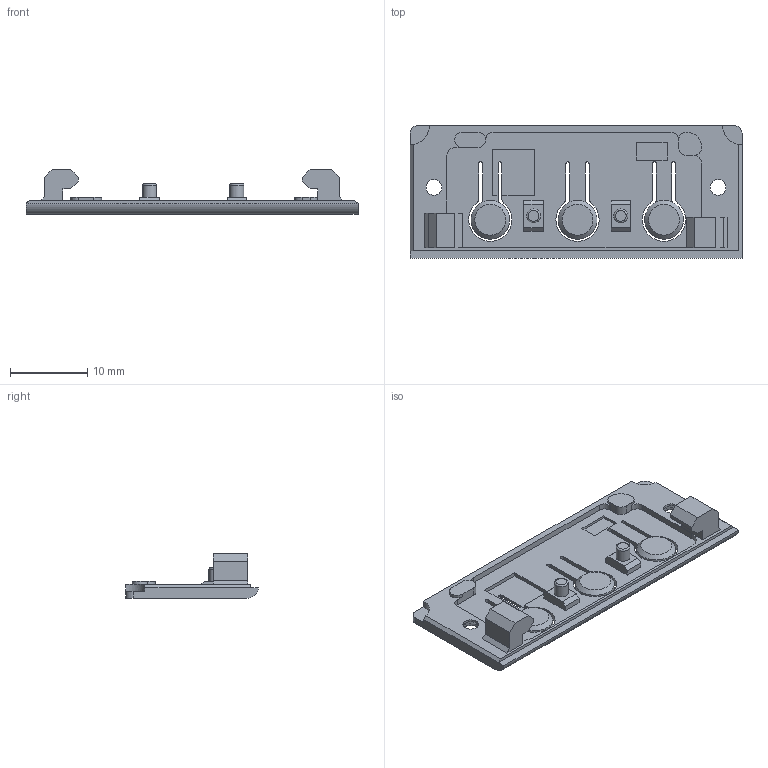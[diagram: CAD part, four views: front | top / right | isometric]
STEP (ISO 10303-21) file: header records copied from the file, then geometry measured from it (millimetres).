
FILE_DESCRIPTION(/* description */ (''),/* implementation_level */ '2;1');
FILE_NAME(/* name */ 'P3_Clicker.step',/* time_stamp */ '2022-03-19T22:00:44+08:00',/* author */ (''),/* organization */ (''),/* preprocessor_version */ 'ST-DEVELOPER v18.1',/* originating_system */ 'Autodesk Translation Framework v10.13.0.1454',/* authorisation */ '');
FILE_SCHEMA (('AUTOMOTIVE_DESIGN { 1 0 10303 214 3 1 1 }'));
Length unit declared in the file: millimetre
Products named in the file (1): P3_Clicker
Bounding box: 43 x 17.2 x 5.8 mm (x, y, z)
Volume: 1003.4 mm3; surface area: 2027.1 mm2
Topology: 1 solids, 1 shells, 180 faces, 458 edges, 288 vertices
Faces by surface type: plane 100, cylinder 47, cone 31, torus 2
Full cylindrical faces by diameter (mm): 1.8 x2, 2.05 x2, 4.1 x2
Entity records: 5440 total; most frequent: DIRECTION 961, CARTESIAN_POINT 927, ORIENTED_EDGE 916, EDGE_CURVE 458, AXIS2_PLACEMENT_3D 322, LINE 317, VECTOR 317, VERTEX_POINT 288
